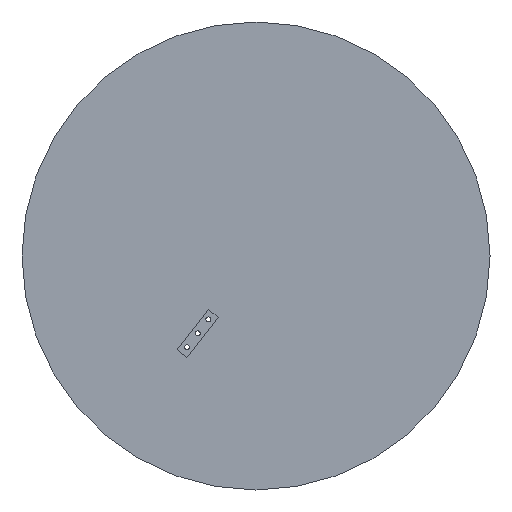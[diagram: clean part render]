
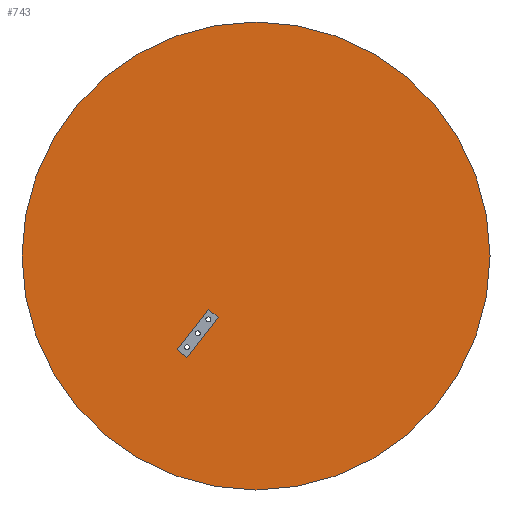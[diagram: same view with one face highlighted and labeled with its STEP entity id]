
A CAD part, front view. The second image highlights one B-rep face of the part: STEP entity #743.
In plain terms, the highlighted planar face has unit normal (0, -1, 0).
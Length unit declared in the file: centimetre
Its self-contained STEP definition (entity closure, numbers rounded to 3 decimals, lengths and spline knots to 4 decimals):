
#57=FACE_BOUND('',#208,.T.);
#96=CIRCLE('',#845,4.65);
#137=FACE_OUTER_BOUND('',#207,.T.);
#207=EDGE_LOOP('',(#618));
#208=EDGE_LOOP('',(#619,#620,#621,#622));
#225=LINE('',#1113,#277);
#229=LINE('',#1121,#281);
#232=LINE('',#1127,#284);
#235=LINE('',#1132,#287);
#277=VECTOR('',#871,1.);
#281=VECTOR('',#877,1.);
#284=VECTOR('',#882,1.);
#287=VECTOR('',#887,1.);
#329=VERTEX_POINT('',#1111);
#330=VERTEX_POINT('',#1112);
#333=VERTEX_POINT('',#1120);
#335=VERTEX_POINT('',#1126);
#382=VERTEX_POINT('',#1271);
#393=EDGE_CURVE('',#329,#330,#225,.T.);
#397=EDGE_CURVE('',#333,#329,#229,.T.);
#400=EDGE_CURVE('',#335,#333,#232,.T.);
#403=EDGE_CURVE('',#330,#335,#235,.T.);
#466=EDGE_CURVE('',#382,#382,#96,.T.);
#618=ORIENTED_EDGE('',*,*,#466,.F.);
#619=ORIENTED_EDGE('',*,*,#393,.T.);
#620=ORIENTED_EDGE('',*,*,#403,.T.);
#621=ORIENTED_EDGE('',*,*,#400,.T.);
#622=ORIENTED_EDGE('',*,*,#397,.T.);
#701=PLANE('',#844);
#743=ADVANCED_FACE('',(#137,#57),#701,.T.);
#844=AXIS2_PLACEMENT_3D('',#1270,#1047,#1048);
#845=AXIS2_PLACEMENT_3D('',#1272,#1049,#1050);
#871=DIRECTION('',(0.788,0.,-0.616));
#877=DIRECTION('',(0.616,0.,0.788));
#882=DIRECTION('',(-0.788,0.,0.616));
#887=DIRECTION('',(-0.616,0.,-0.788));
#1047=DIRECTION('center_axis',(0.,-1.,0.));
#1048=DIRECTION('ref_axis',(0.,0.,-1.));
#1049=DIRECTION('center_axis',(0.,1.,0.));
#1050=DIRECTION('ref_axis',(0.,0.,1.));
#1111=CARTESIAN_POINT('',(-0.9431,0.1,-1.0661));
#1112=CARTESIAN_POINT('',(-0.7491,0.1,-1.2176));
#1113=CARTESIAN_POINT('',(-0.9088,0.1,-1.0929));
#1120=CARTESIAN_POINT('',(-1.5658,0.1,-1.8634));
#1121=CARTESIAN_POINT('',(-0.8172,0.1,-0.9049));
#1126=CARTESIAN_POINT('',(-1.3718,0.1,-2.0149));
#1127=CARTESIAN_POINT('',(-1.4344,0.1,-1.966));
#1132=CARTESIAN_POINT('',(-0.3118,0.1,-0.6578));
#1270=CARTESIAN_POINT('Origin',(0.,0.1,0.));
#1271=CARTESIAN_POINT('',(0.,0.1,-4.65));
#1272=CARTESIAN_POINT('Origin',(0.,0.1,0.));
